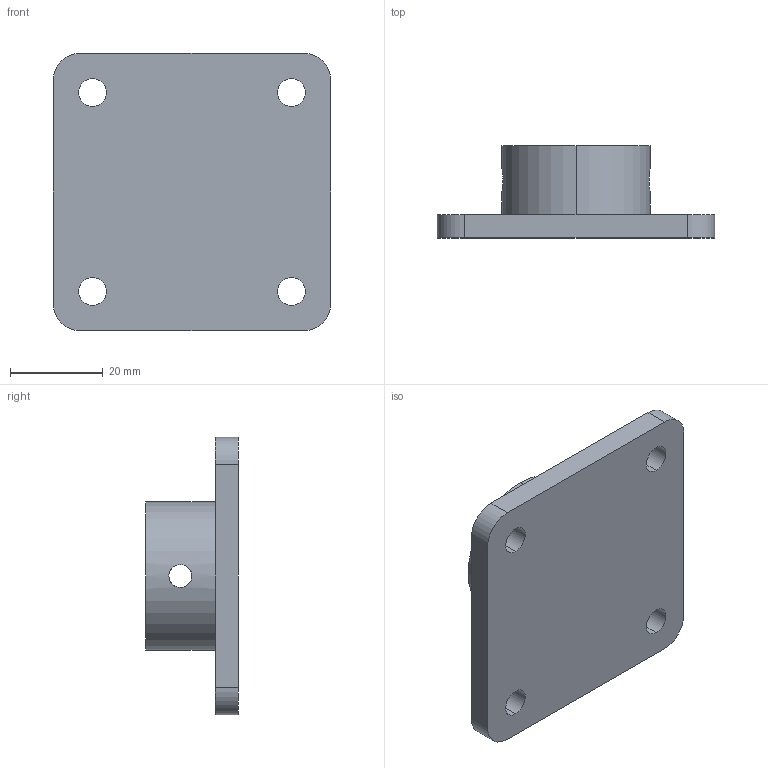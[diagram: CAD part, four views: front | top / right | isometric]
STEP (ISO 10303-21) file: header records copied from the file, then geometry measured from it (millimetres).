
FILE_DESCRIPTION (( 'STEP AP203' ), '1' );
FILE_NAME ('caster_wheel_plate_Default_sldprt.STEP', '2025-04-30T13:51:20', ( '' ), ( '' ), 'SwSTEP 2.0', 'SolidWorks 2024', '' );
FILE_SCHEMA (( 'CONFIG_CONTROL_DESIGN' ));
Length unit declared in the file: millimetre
Products named in the file (1): caster_wheel_plate_Default_sldprt
Bounding box: 60 x 20 x 60 mm (x, y, z)
Volume: 21555 mm3; surface area: 11171.2 mm2
Topology: 1 solids, 1 shells, 28 faces, 72 edges, 48 vertices
Faces by surface type: cylinder 20, plane 8
Entity records: 1193 total; most frequent: CARTESIAN_POINT 389, DIRECTION 154, ORIENTED_EDGE 144, EDGE_CURVE 72, AXIS2_PLACEMENT_3D 61, VERTEX_POINT 48, EDGE_LOOP 42, LINE 32
